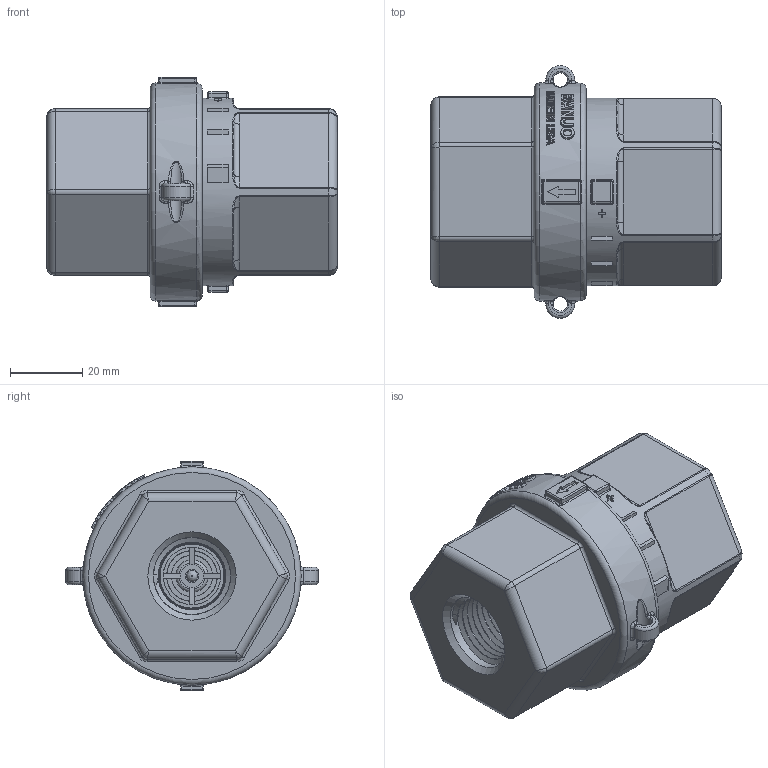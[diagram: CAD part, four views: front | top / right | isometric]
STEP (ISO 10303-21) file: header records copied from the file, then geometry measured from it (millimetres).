
FILE_DESCRIPTION(/* description */ ('1/2" NPT CHECKVALVE MALE HALF'),/* implementation_level */ '2;1');
FILE_NAME(/* name */ 'CV050.stp',/* time_stamp */ '2016-04-11T11:02:15-04:00',/* author */ ('mclevenger'),/* organization */ (''),/* preprocessor_version */ 'ST-DEVELOPER v16.1',/* originating_system */ 'Autodesk Inventor 2016',/* authorisation */ '');
FILE_SCHEMA (('AUTOMOTIVE_DESIGN { 1 0 10303 214 3 1 1 }'));
Products named in the file (7): CV05256; CV05254X; CV05254; CV10155; CV10175; CV105; CV050
Assembly tree (6 placements, depth 3):
  CV050
    CV05256
    CV05254
      CV05254X
    CV10155
    CV10175
    CV105
Bounding box: 80.19 x 69.77 x 63.5 mm (x, y, z)
Volume: 127947.5 mm3; surface area: 40828 mm2
Topology: 5 solids, 5 shells, 847 faces, 2116 edges, 1248 vertices
Faces by surface type: plane 236, bspline 225, cylinder 217, torus 113, cone 40, sphere 16
Full cylindrical faces by diameter (mm): 3.175 x1, 3.556 x1, 3.969 x2, 4.762 x1, 5.08 x1, 15.875 x2, 17.462 x1, 19.05 x1, 25.908 x1, 29.21 x1, 39.649 x1, 43.18 x1, 44.069 x1, 45.212 x1, 51.816 x1, 52.324 x1, 60.249 x1
Entity records: 52071 total; most frequent: CARTESIAN_POINT 34108, ORIENTED_EDGE 3892, DIRECTION 3330, EDGE_CURVE 1946, AXIS2_PLACEMENT_3D 1328, VERTEX_POINT 1198, EDGE_LOOP 926, FACE_OUTER_BOUND 827
